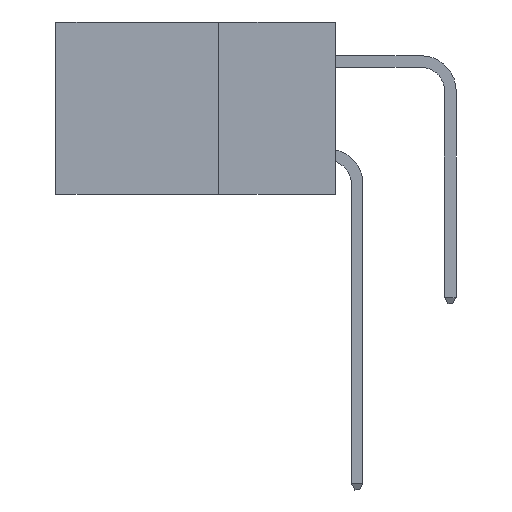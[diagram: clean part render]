
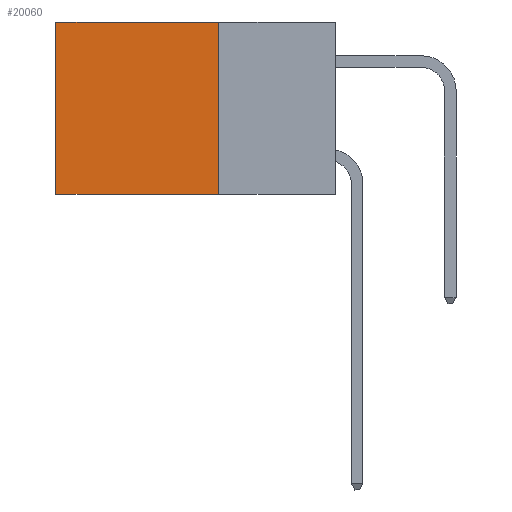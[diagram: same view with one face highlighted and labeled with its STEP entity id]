
A CAD part, left-side view. The second image highlights one B-rep face of the part: STEP entity #20060.
In plain terms, the highlighted planar face has unit normal (-1, 0, 0).
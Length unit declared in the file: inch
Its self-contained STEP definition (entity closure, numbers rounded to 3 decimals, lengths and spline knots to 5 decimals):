
#2126 = LINE ( 'NONE', #23755, #10999 ) ;
#2951 = VERTEX_POINT ( 'NONE', #27702 ) ;
#4133 = CARTESIAN_POINT ( 'NONE',  ( 0.2875, 0.25, -0.37 ) ) ;
#5293 = ORIENTED_EDGE ( 'NONE', *, *, #13744, .F. ) ;
#5468 = DIRECTION ( 'NONE',  ( 1., 0., 0. ) ) ;
#5728 = EDGE_CURVE ( 'NONE', #26211, #2951, #2126, .T. ) ;
#6584 = CARTESIAN_POINT ( 'NONE',  ( 0.2875, 0.25, -0.37 ) ) ;
#7015 = EDGE_CURVE ( 'NONE', #18541, #26211, #23740, .T. ) ;
#7487 = ORIENTED_EDGE ( 'NONE', *, *, #5728, .T. ) ;
#7827 = PLANE ( 'NONE',  #14905 ) ;
#9391 = DIRECTION ( 'NONE',  ( 0., 0., -1. ) ) ;
#10999 = VECTOR ( 'NONE', #9391, 39.37008 ) ;
#11738 = CARTESIAN_POINT ( 'NONE',  ( 0.2875, 0.25, 0. ) ) ;
#13744 = EDGE_CURVE ( 'NONE', #15550, #2951, #20715, .T. ) ;
#14905 = AXIS2_PLACEMENT_3D ( 'NONE', #16796, #5468, #21881 ) ;
#15550 = VERTEX_POINT ( 'NONE', #6584 ) ;
#16796 = CARTESIAN_POINT ( 'NONE',  ( 0.2875, 0.25, 0. ) ) ;
#16839 = VECTOR ( 'NONE', #20252, 39.37008 ) ;
#18167 = LINE ( 'NONE', #29855, #16839 ) ;
#18541 = VERTEX_POINT ( 'NONE', #21049 ) ;
#18596 = CARTESIAN_POINT ( 'NONE',  ( 0.2875, 0.6, 0. ) ) ;
#18894 = EDGE_CURVE ( 'NONE', #18541, #15550, #18167, .T. ) ;
#19659 = FACE_OUTER_BOUND ( 'NONE', #21937, .T. ) ;
#20060 = ADVANCED_FACE ( 'NONE', ( #19659 ), #7827, .F. ) ;
#20252 = DIRECTION ( 'NONE',  ( 0., 0., -1. ) ) ;
#20715 = LINE ( 'NONE', #4133, #22283 ) ;
#21049 = CARTESIAN_POINT ( 'NONE',  ( 0.2875, 0.25, 0. ) ) ;
#21881 = DIRECTION ( 'NONE',  ( 0., 0., -1. ) ) ;
#21937 = EDGE_LOOP ( 'NONE', ( #7487, #5293, #25798, #28445 ) ) ;
#22283 = VECTOR ( 'NONE', #26059, 39.37008 ) ;
#23740 = LINE ( 'NONE', #11738, #28559 ) ;
#23755 = CARTESIAN_POINT ( 'NONE',  ( 0.2875, 0.6, 0. ) ) ;
#25798 = ORIENTED_EDGE ( 'NONE', *, *, #18894, .F. ) ;
#26059 = DIRECTION ( 'NONE',  ( 0., 1., 0. ) ) ;
#26211 = VERTEX_POINT ( 'NONE', #18596 ) ;
#27702 = CARTESIAN_POINT ( 'NONE',  ( 0.2875, 0.6, -0.37 ) ) ;
#28445 = ORIENTED_EDGE ( 'NONE', *, *, #7015, .T. ) ;
#28559 = VECTOR ( 'NONE', #31134, 39.37008 ) ;
#29855 = CARTESIAN_POINT ( 'NONE',  ( 0.2875, 0.25, 0. ) ) ;
#31134 = DIRECTION ( 'NONE',  ( 0., 1., 0. ) ) ;
